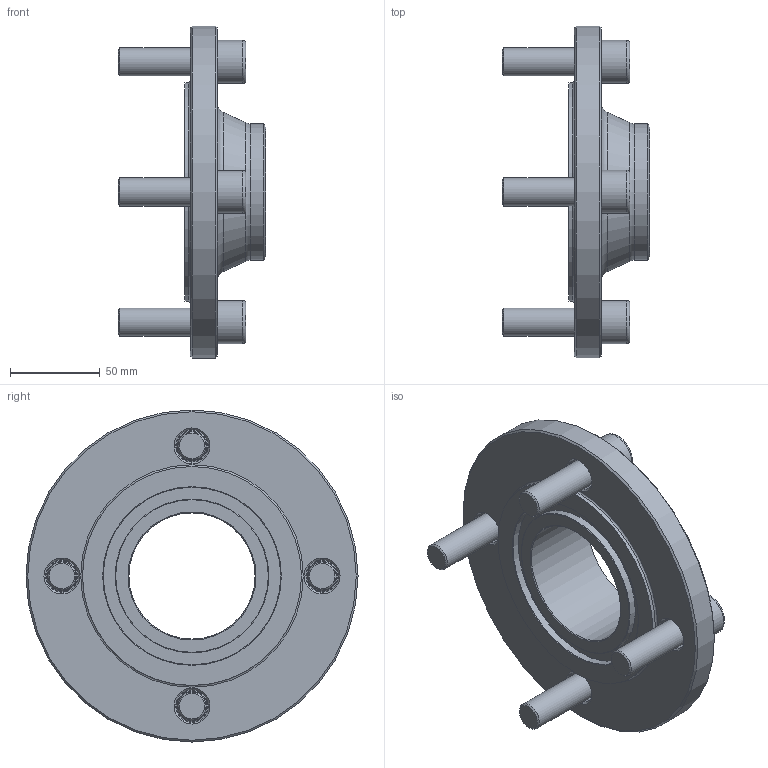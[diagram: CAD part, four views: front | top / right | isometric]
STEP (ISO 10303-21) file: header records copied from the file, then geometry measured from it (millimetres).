
FILE_DESCRIPTION(/* description */ (''),/* implementation_level */ '2;1');
FILE_NAME(/* name */ 'DFA065.stp',/* time_stamp */ '2025-01-15T13:23:19+01:00',/* author */ (''),/* organization */ (''),/* preprocessor_version */ 'ST-DEVELOPER v16',/* originating_system */ 'SIEMENS PLM Software NX 10.0',/* authorisation */ '');
FILE_SCHEMA (('AP203_CONFIGURATION_CONTROLLED_3D_DESIGN_OF_MECHANICAL_PARTS_AND_ASSEMBLIES_MIM_LF { 1 0 10303 403 2 1 2}'));
Length unit declared in the file: millimetre
Products named in the file (1): lwes19A8BEF4465c
Bounding box: 82 x 185 x 185 mm (x, y, z)
Volume: 443796.6 mm3; surface area: 94003.5 mm2
Topology: 5 solids, 5 shells, 150 faces, 299 edges, 167 vertices
Faces by surface type: plane 66, cone 49, cylinder 18, torus 17
Full cylindrical faces by diameter (mm): 15.682 x4, 18 x4, 24 x4, 70.3 x1, 76.1 x1, 85.61 x1, 98.9 x1, 122 x1, 185 x1
Entity records: 3492 total; most frequent: CARTESIAN_POINT 639, DIRECTION 618, ORIENTED_EDGE 436, AXIS2_PLACEMENT_3D 273, EDGE_LOOP 228, EDGE_CURVE 218, FACE_BOUND 156, ADVANCED_FACE 150
